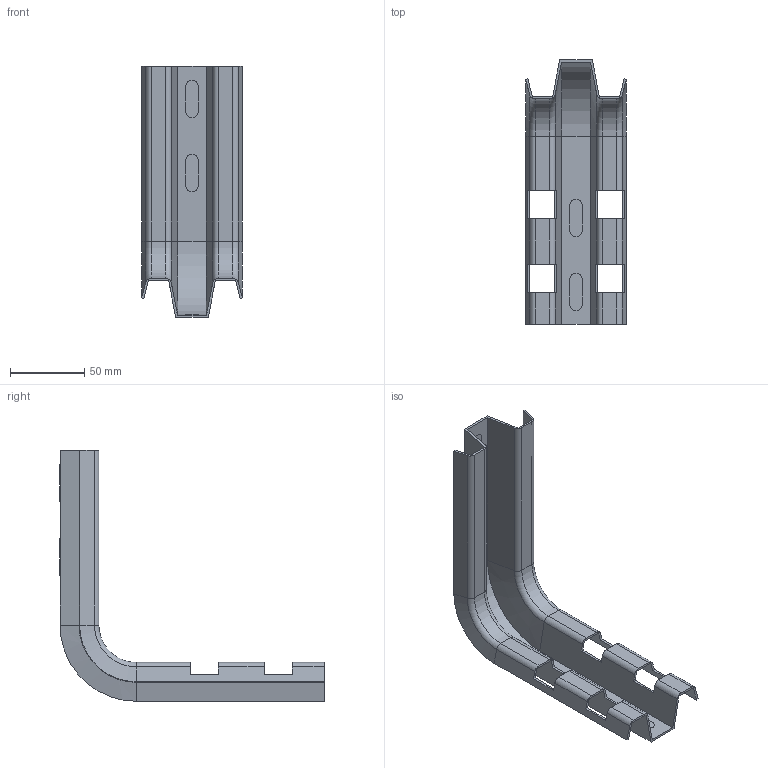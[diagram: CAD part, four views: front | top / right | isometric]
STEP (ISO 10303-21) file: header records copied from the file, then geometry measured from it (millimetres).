
FILE_DESCRIPTION(/* description */ (''),/* implementation_level */ '2;1');
FILE_NAME(/* name */ '556103.stp',/* time_stamp */ '2025-12-05T09:48:24+01:00',/* author */ ('mael.lecharpentier'),/* organization */ (''),/* preprocessor_version */ 'ST-DEVELOPER v20',/* originating_system */ 'AutoCAD Mechanical',/* authorisation */ '');
FILE_SCHEMA (('AUTOMOTIVE_DESIGN { 1 0 10303 214 3 1 1 }'));
Length unit declared in the file: millimetre
Products named in the file (1): Product
Bounding box: 68.09 x 178.7 x 169.7 mm (x, y, z)
Volume: 51927.2 mm3; surface area: 74301.5 mm2
Topology: 1 solids, 9 shells, 102 faces, 292 edges, 192 vertices
Faces by surface type: plane 66, cylinder 22, cone 10, torus 4
Entity records: 3349 total; most frequent: CARTESIAN_POINT 587, DIRECTION 566, ORIENTED_EDGE 552, EDGE_CURVE 292, LINE 224, VECTOR 224, VERTEX_POINT 192, AXIS2_PLACEMENT_3D 171
